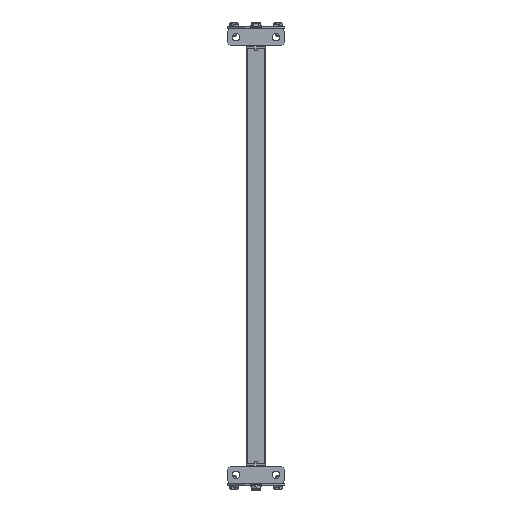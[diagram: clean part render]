
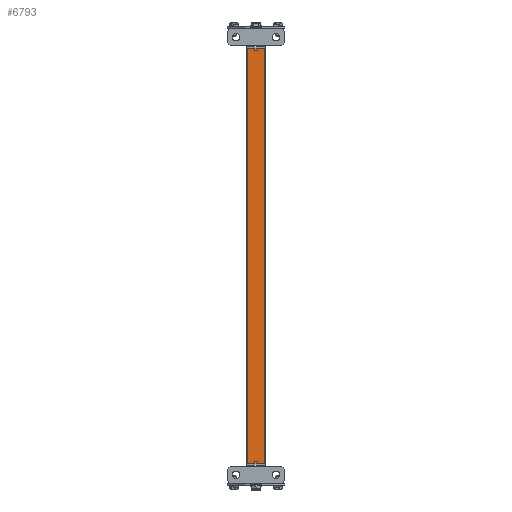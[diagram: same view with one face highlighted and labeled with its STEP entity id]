
A CAD part, front view. The second image highlights one B-rep face of the part: STEP entity #6793.
In plain terms, the highlighted face is planar.
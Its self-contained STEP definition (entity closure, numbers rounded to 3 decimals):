
#77 = VERTEX_POINT ( 'NONE', #238 ) ;
#238 = CARTESIAN_POINT ( 'NONE',  ( -4., 0., 17. ) ) ;
#309 = DIRECTION ( 'NONE',  ( 0., 0., -1. ) ) ;
#623 = CARTESIAN_POINT ( 'NONE',  ( 16., 726., 17. ) ) ;
#971 = CIRCLE ( 'NONE', #10485, 4. ) ;
#1379 = AXIS2_PLACEMENT_3D ( 'NONE', #3862, #2943, #8925 ) ;
#1437 = VERTEX_POINT ( 'NONE', #8124 ) ;
#1524 = ORIENTED_EDGE ( 'NONE', *, *, #4738, .T. ) ;
#1689 = EDGE_CURVE ( 'NONE', #1891, #3405, #6378, .T. ) ;
#1840 = CARTESIAN_POINT ( 'NONE',  ( 0., 0., 17. ) ) ;
#1851 = CIRCLE ( 'NONE', #1379, 4. ) ;
#1891 = VERTEX_POINT ( 'NONE', #8954 ) ;
#1975 = EDGE_LOOP ( 'NONE', ( #1524, #6112, #8600, #9489, #7024, #7589, #5051, #6655 ) ) ;
#2010 = DIRECTION ( 'NONE',  ( -1., 0., 0. ) ) ;
#2338 = VERTEX_POINT ( 'NONE', #10431 ) ;
#2502 = CARTESIAN_POINT ( 'NONE',  ( -17., 726., 17. ) ) ;
#2881 = CARTESIAN_POINT ( 'NONE',  ( -17., 726., 17. ) ) ;
#2943 = DIRECTION ( 'NONE',  ( 0., 0., 1. ) ) ;
#3121 = LINE ( 'NONE', #623, #9214 ) ;
#3405 = VERTEX_POINT ( 'NONE', #5066 ) ;
#3477 = EDGE_CURVE ( 'NONE', #7526, #1437, #9950, .T. ) ;
#3672 = CARTESIAN_POINT ( 'NONE',  ( 16., 726., 17. ) ) ;
#3862 = CARTESIAN_POINT ( 'NONE',  ( 0., 726., 17. ) ) ;
#4028 = CARTESIAN_POINT ( 'NONE',  ( -16., 726., 17. ) ) ;
#4220 = EDGE_CURVE ( 'NONE', #7526, #77, #971, .T. ) ;
#4231 = DIRECTION ( 'NONE',  ( 1., 0., 0. ) ) ;
#4371 = CARTESIAN_POINT ( 'NONE',  ( -17., 0., 17. ) ) ;
#4646 = CARTESIAN_POINT ( 'NONE',  ( 4., 726., 17. ) ) ;
#4654 = VERTEX_POINT ( 'NONE', #3672 ) ;
#4738 = EDGE_CURVE ( 'NONE', #2338, #77, #10582, .T. ) ;
#4795 = VECTOR ( 'NONE', #4231, 1000. ) ;
#5051 = ORIENTED_EDGE ( 'NONE', *, *, #1689, .F. ) ;
#5066 = CARTESIAN_POINT ( 'NONE',  ( -4., 726., 17. ) ) ;
#5071 = VECTOR ( 'NONE', #5078, 1000. ) ;
#5078 = DIRECTION ( 'NONE',  ( 1., 0., 0. ) ) ;
#5331 = EDGE_CURVE ( 'NONE', #1891, #2338, #8747, .T. ) ;
#5702 = DIRECTION ( 'NONE',  ( 0., 1., 0. ) ) ;
#6112 = ORIENTED_EDGE ( 'NONE', *, *, #4220, .F. ) ;
#6209 = EDGE_CURVE ( 'NONE', #3405, #8311, #1851, .T. ) ;
#6378 = LINE ( 'NONE', #6830, #9351 ) ;
#6449 = CARTESIAN_POINT ( 'NONE',  ( -17., 0., 17. ) ) ;
#6655 = ORIENTED_EDGE ( 'NONE', *, *, #5331, .T. ) ;
#6793 = ADVANCED_FACE ( 'NONE', ( #8472 ), #7822, .F. ) ;
#6830 = CARTESIAN_POINT ( 'NONE',  ( -17., 726., 17. ) ) ;
#7024 = ORIENTED_EDGE ( 'NONE', *, *, #8532, .F. ) ;
#7357 = DIRECTION ( 'NONE',  ( 1., 0., 0. ) ) ;
#7393 = DIRECTION ( 'NONE',  ( 0., -1., 0. ) ) ;
#7526 = VERTEX_POINT ( 'NONE', #8050 ) ;
#7589 = ORIENTED_EDGE ( 'NONE', *, *, #6209, .F. ) ;
#7624 = DIRECTION ( 'NONE',  ( 0., 0., 1. ) ) ;
#7661 = DIRECTION ( 'NONE',  ( 1., 0., 0. ) ) ;
#7718 = VECTOR ( 'NONE', #7393, 1000. ) ;
#7822 = PLANE ( 'NONE',  #10078 ) ;
#8050 = CARTESIAN_POINT ( 'NONE',  ( 4., 0., 17. ) ) ;
#8124 = CARTESIAN_POINT ( 'NONE',  ( 16., 0., 17. ) ) ;
#8311 = VERTEX_POINT ( 'NONE', #4646 ) ;
#8386 = VECTOR ( 'NONE', #7357, 1000. ) ;
#8472 = FACE_OUTER_BOUND ( 'NONE', #1975, .T. ) ;
#8493 = EDGE_CURVE ( 'NONE', #1437, #4654, #3121, .T. ) ;
#8532 = EDGE_CURVE ( 'NONE', #8311, #4654, #8821, .T. ) ;
#8600 = ORIENTED_EDGE ( 'NONE', *, *, #3477, .T. ) ;
#8747 = LINE ( 'NONE', #4028, #7718 ) ;
#8821 = LINE ( 'NONE', #2502, #5071 ) ;
#8925 = DIRECTION ( 'NONE',  ( 1., 0., 0. ) ) ;
#8954 = CARTESIAN_POINT ( 'NONE',  ( -16., 726., 17. ) ) ;
#9214 = VECTOR ( 'NONE', #5702, 1000. ) ;
#9305 = DIRECTION ( 'NONE',  ( 1., 0., 0. ) ) ;
#9351 = VECTOR ( 'NONE', #7661, 1000. ) ;
#9489 = ORIENTED_EDGE ( 'NONE', *, *, #8493, .T. ) ;
#9950 = LINE ( 'NONE', #4371, #4795 ) ;
#10078 = AXIS2_PLACEMENT_3D ( 'NONE', #2881, #309, #2010 ) ;
#10431 = CARTESIAN_POINT ( 'NONE',  ( -16., 0., 17. ) ) ;
#10485 = AXIS2_PLACEMENT_3D ( 'NONE', #1840, #7624, #9305 ) ;
#10582 = LINE ( 'NONE', #6449, #8386 ) ;
